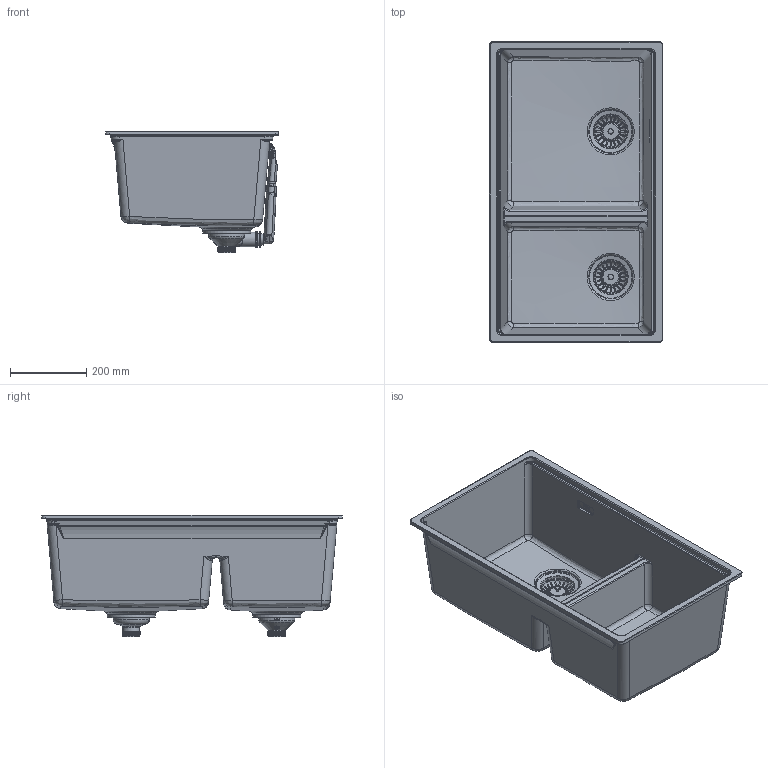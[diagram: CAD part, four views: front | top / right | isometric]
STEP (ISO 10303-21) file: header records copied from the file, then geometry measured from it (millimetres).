
FILE_DESCRIPTION(/* description */ (''),/* implementation_level */ '2;1');
FILE_NAME(/* name */ '20253584_ipt_000.step',/* time_stamp */ '2023-06-19T19:02:16+02:00',/* author */ (''),/* organization */ (''),/* preprocessor_version */ 'ST-DEVELOPER v19.2',/* originating_system */ 'Autodesk Inventor 2023',/* authorisation */ '');
FILE_SCHEMA (('AUTOMOTIVE_DESIGN { 1 0 10303 214 3 1 1 }'));
Products named in the file (1): Standard
Bounding box: 453.2 x 787.58 x 318.09 mm (x, y, z)
Volume: 7799761.2 mm3; surface area: 1928412.9 mm2
Topology: 5 solids, 10 shells, 2704 faces, 7574 edges, 4895 vertices
Faces by surface type: plane 1698, cylinder 426, bspline 302, torus 154, cone 113, sphere 11
Full cylindrical faces by diameter (mm): 4.125 x2, 12 x1, 14.3 x2, 23.8 x1, 24 x1, 30 x3, 35.585 x1, 36 x1, 38 x1, 39 x1, 42 x3, 44.5 x5, 45 x2, 45.5 x1, 47.4 x7, 84 x2, 119 x1, 126 x2
Entity records: 104628 total; most frequent: CARTESIAN_POINT 36502, ORIENTED_EDGE 15076, DIRECTION 13472, EDGE_CURVE 7538, AXIS2_PLACEMENT_3D 4965, VERTEX_POINT 4895, LINE 3542, VECTOR 3542
